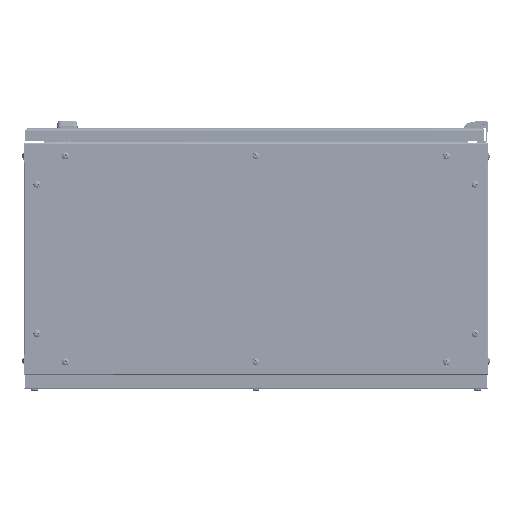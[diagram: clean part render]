
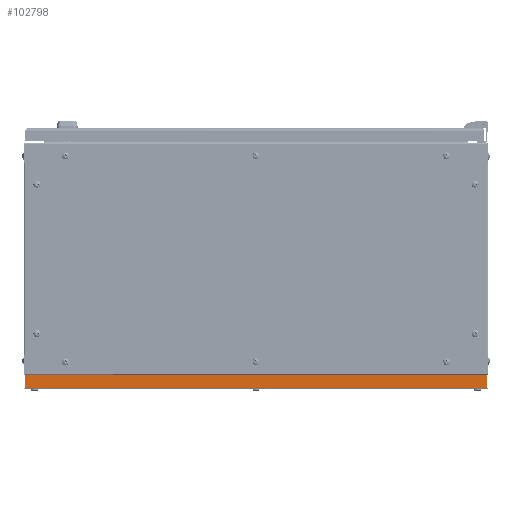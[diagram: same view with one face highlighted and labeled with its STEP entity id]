
A CAD part, front view. The second image highlights one B-rep face of the part: STEP entity #102798.
In plain terms, the highlighted planar face has unit normal (0, -1, 0).
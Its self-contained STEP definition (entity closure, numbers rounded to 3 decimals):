
#3337 = VERTEX_POINT ( 'NONE', #154061 ) ;
#4641 = FACE_OUTER_BOUND ( 'NONE', #126507, .T. ) ;
#14625 = VECTOR ( 'NONE', #133221, 1000. ) ;
#15397 = CARTESIAN_POINT ( 'NONE',  ( 0., 0., 0. ) ) ;
#20743 = AXIS2_PLACEMENT_3D ( 'NONE', #15397, #152430, #116105 ) ;
#25709 = ORIENTED_EDGE ( 'NONE', *, *, #155142, .F. ) ;
#30425 = CARTESIAN_POINT ( 'NONE',  ( 0., 0., 23. ) ) ;
#35475 = DIRECTION ( 'NONE',  ( 0., 0., 1. ) ) ;
#37915 = CARTESIAN_POINT ( 'NONE',  ( 798.859, 0., 1. ) ) ;
#39505 = LINE ( 'NONE', #91471, #122652 ) ;
#40038 = CARTESIAN_POINT ( 'NONE',  ( 798.859, 0., 1. ) ) ;
#41692 = EDGE_CURVE ( 'NONE', #113316, #3337, #100673, .T. ) ;
#45749 = LINE ( 'NONE', #131607, #14625 ) ;
#46102 = ORIENTED_EDGE ( 'NONE', *, *, #74412, .F. ) ;
#52771 = LINE ( 'NONE', #30425, #113440 ) ;
#55651 = EDGE_CURVE ( 'NONE', #3337, #75178, #52771, .T. ) ;
#67364 = PLANE ( 'NONE',  #20743 ) ;
#74412 = EDGE_CURVE ( 'NONE', #113316, #96667, #39505, .T. ) ;
#75178 = VERTEX_POINT ( 'NONE', #153705 ) ;
#75879 = CARTESIAN_POINT ( 'NONE',  ( 1.141, 0., 1. ) ) ;
#79154 = DIRECTION ( 'NONE',  ( -1., 0., 0. ) ) ;
#91471 = CARTESIAN_POINT ( 'NONE',  ( 0., 0., 1. ) ) ;
#96667 = VERTEX_POINT ( 'NONE', #75879 ) ;
#100673 = LINE ( 'NONE', #37915, #146607 ) ;
#102798 = ADVANCED_FACE ( 'NONE', ( #4641 ), #67364, .F. ) ;
#113316 = VERTEX_POINT ( 'NONE', #40038 ) ;
#113440 = VECTOR ( 'NONE', #79154, 1000. ) ;
#116105 = DIRECTION ( 'NONE',  ( 0., 0., 1. ) ) ;
#122652 = VECTOR ( 'NONE', #140956, 1000. ) ;
#126507 = EDGE_LOOP ( 'NONE', ( #46102, #139290, #133877, #25709 ) ) ;
#131607 = CARTESIAN_POINT ( 'NONE',  ( 1.141, 0., 1. ) ) ;
#133221 = DIRECTION ( 'NONE',  ( 0., 0., 1. ) ) ;
#133877 = ORIENTED_EDGE ( 'NONE', *, *, #55651, .T. ) ;
#139290 = ORIENTED_EDGE ( 'NONE', *, *, #41692, .T. ) ;
#140956 = DIRECTION ( 'NONE',  ( -1., 0., 0. ) ) ;
#146607 = VECTOR ( 'NONE', #35475, 1000. ) ;
#152430 = DIRECTION ( 'NONE',  ( 0., 1., 0. ) ) ;
#153705 = CARTESIAN_POINT ( 'NONE',  ( 1.141, 0., 23. ) ) ;
#154061 = CARTESIAN_POINT ( 'NONE',  ( 798.859, 0., 23. ) ) ;
#155142 = EDGE_CURVE ( 'NONE', #96667, #75178, #45749, .T. ) ;
